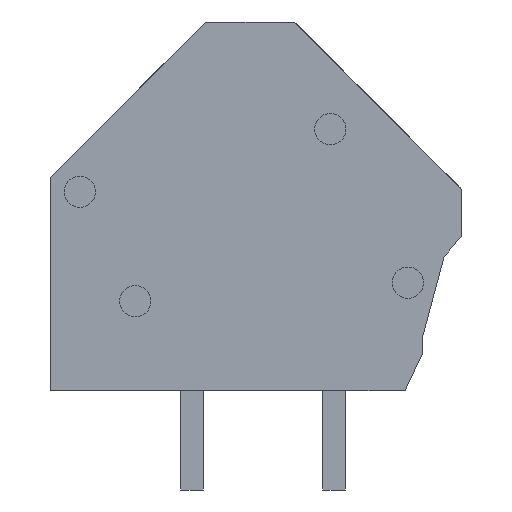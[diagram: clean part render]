
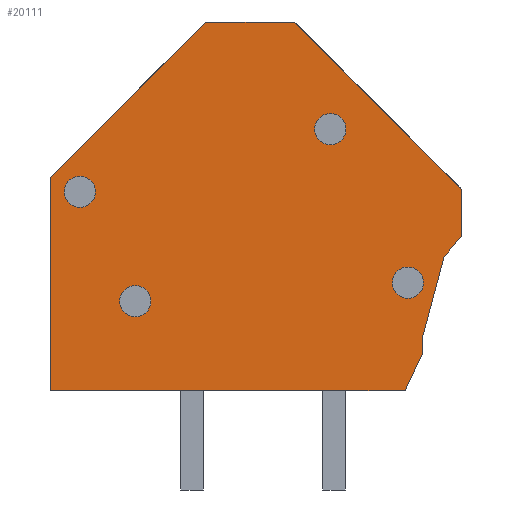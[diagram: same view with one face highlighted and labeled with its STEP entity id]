
A CAD part, left-side view. The second image highlights one B-rep face of the part: STEP entity #20111.
In plain terms, the highlighted planar face has unit normal (-1, 0, 0).
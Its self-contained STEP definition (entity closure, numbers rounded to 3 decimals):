
#20024=AXIS2_PLACEMENT_3D('Plane Axis2P3D',#20021,#20022,#20023) ;
#20041=AXIS2_PLACEMENT_3D('Circle Axis2P3D',#20039,#20040,$) ;
#20050=AXIS2_PLACEMENT_3D('Circle Axis2P3D',#20048,#20049,$) ;
#20059=AXIS2_PLACEMENT_3D('Circle Axis2P3D',#20057,#20058,$) ;
#20068=AXIS2_PLACEMENT_3D('Circle Axis2P3D',#20066,#20067,$) ;
#20077=AXIS2_PLACEMENT_3D('Circle Axis2P3D',#20075,#20076,$) ;
#20086=AXIS2_PLACEMENT_3D('Circle Axis2P3D',#20084,#20085,$) ;
#20095=AXIS2_PLACEMENT_3D('Circle Axis2P3D',#20093,#20094,$) ;
#20104=AXIS2_PLACEMENT_3D('Circle Axis2P3D',#20102,#20103,$) ;
#19696=CARTESIAN_POINT('Vertex',(0.7,2.,3.5)) ;
#19710=CARTESIAN_POINT('Vertex',(0.7,1.37,4.85)) ;
#19713=CARTESIAN_POINT('Line Origine',(0.7,1.685,4.175)) ;
#19741=CARTESIAN_POINT('Vertex',(0.7,1.37,5.45)) ;
#19744=CARTESIAN_POINT('Line Origine',(0.7,1.37,5.15)) ;
#19772=CARTESIAN_POINT('Vertex',(0.7,0.634,8.2)) ;
#19775=CARTESIAN_POINT('Line Origine',(0.7,1.002,6.825)) ;
#19803=CARTESIAN_POINT('Vertex',(0.7,0.,8.953)) ;
#19806=CARTESIAN_POINT('Line Origine',(0.7,0.317,8.577)) ;
#19834=CARTESIAN_POINT('Vertex',(0.7,0.,10.58)) ;
#19837=CARTESIAN_POINT('Line Origine',(0.7,0.,9.766)) ;
#19865=CARTESIAN_POINT('Vertex',(0.7,5.898,16.478)) ;
#19868=CARTESIAN_POINT('Line Origine',(0.7,2.949,13.529)) ;
#19896=CARTESIAN_POINT('Vertex',(0.7,9.022,16.478)) ;
#19899=CARTESIAN_POINT('Line Origine',(0.7,7.46,16.478)) ;
#19927=CARTESIAN_POINT('Vertex',(0.7,14.5,11.)) ;
#19930=CARTESIAN_POINT('Line Origine',(0.7,11.761,13.739)) ;
#19958=CARTESIAN_POINT('Vertex',(0.7,14.5,3.5)) ;
#19961=CARTESIAN_POINT('Line Origine',(0.7,14.5,7.25)) ;
#19989=CARTESIAN_POINT('Vertex',(0.7,12.7,3.5)) ;
#19992=CARTESIAN_POINT('Line Origine',(0.7,13.6,3.5)) ;
#20009=CARTESIAN_POINT('Line Origine',(0.7,7.35,3.5)) ;
#20021=CARTESIAN_POINT('Axis2P3D Location',(0.7,0.,0.)) ;
#20039=CARTESIAN_POINT('Axis2P3D Location',(0.7,13.45,10.5)) ;
#20043=CARTESIAN_POINT('Vertex',(0.7,12.9,10.5)) ;
#20045=CARTESIAN_POINT('Vertex',(0.7,14.,10.5)) ;
#20048=CARTESIAN_POINT('Axis2P3D Location',(0.7,13.45,10.5)) ;
#20057=CARTESIAN_POINT('Axis2P3D Location',(0.7,4.632,12.707)) ;
#20061=CARTESIAN_POINT('Vertex',(0.7,4.082,12.707)) ;
#20063=CARTESIAN_POINT('Vertex',(0.7,5.182,12.707)) ;
#20066=CARTESIAN_POINT('Axis2P3D Location',(0.7,4.632,12.707)) ;
#20075=CARTESIAN_POINT('Axis2P3D Location',(0.7,11.5,6.65)) ;
#20079=CARTESIAN_POINT('Vertex',(0.7,10.95,6.65)) ;
#20081=CARTESIAN_POINT('Vertex',(0.7,12.05,6.65)) ;
#20084=CARTESIAN_POINT('Axis2P3D Location',(0.7,11.5,6.65)) ;
#20093=CARTESIAN_POINT('Axis2P3D Location',(0.7,1.9,7.3)) ;
#20097=CARTESIAN_POINT('Vertex',(0.7,1.35,7.3)) ;
#20099=CARTESIAN_POINT('Vertex',(0.7,2.45,7.3)) ;
#20102=CARTESIAN_POINT('Axis2P3D Location',(0.7,1.9,7.3)) ;
#19714=DIRECTION('Vector Direction',(0.,-0.423,0.906)) ;
#19745=DIRECTION('Vector Direction',(0.,0.,1.)) ;
#19776=DIRECTION('Vector Direction',(0.,-0.259,0.966)) ;
#19807=DIRECTION('Vector Direction',(0.,-0.644,0.765)) ;
#19838=DIRECTION('Vector Direction',(0.,0.,-1.)) ;
#19869=DIRECTION('Vector Direction',(0.,0.707,0.707)) ;
#19900=DIRECTION('Vector Direction',(0.,-1.,0.)) ;
#19931=DIRECTION('Vector Direction',(0.,-0.707,0.707)) ;
#19962=DIRECTION('Vector Direction',(0.,0.,-1.)) ;
#19993=DIRECTION('Vector Direction',(0.,-1.,0.)) ;
#20010=DIRECTION('Vector Direction',(0.,-1.,0.)) ;
#20022=DIRECTION('Axis2P3D Direction',(-1.,0.,0.)) ;
#20023=DIRECTION('Axis2P3D XDirection',(0.,-1.,0.)) ;
#20040=DIRECTION('Axis2P3D Direction',(-1.,0.,0.)) ;
#20049=DIRECTION('Axis2P3D Direction',(-1.,0.,0.)) ;
#20058=DIRECTION('Axis2P3D Direction',(-1.,0.,0.)) ;
#20067=DIRECTION('Axis2P3D Direction',(-1.,0.,0.)) ;
#20076=DIRECTION('Axis2P3D Direction',(-1.,0.,0.)) ;
#20085=DIRECTION('Axis2P3D Direction',(-1.,0.,0.)) ;
#20094=DIRECTION('Axis2P3D Direction',(-1.,0.,0.)) ;
#20103=DIRECTION('Axis2P3D Direction',(-1.,0.,0.)) ;
#19715=VECTOR('Line Direction',#19714,1.) ;
#19746=VECTOR('Line Direction',#19745,1.) ;
#19777=VECTOR('Line Direction',#19776,1.) ;
#19808=VECTOR('Line Direction',#19807,1.) ;
#19839=VECTOR('Line Direction',#19838,1.) ;
#19870=VECTOR('Line Direction',#19869,1.) ;
#19901=VECTOR('Line Direction',#19900,1.) ;
#19932=VECTOR('Line Direction',#19931,1.) ;
#19963=VECTOR('Line Direction',#19962,1.) ;
#19994=VECTOR('Line Direction',#19993,1.) ;
#20011=VECTOR('Line Direction',#20010,1.) ;
#20027=ORIENTED_EDGE('',*,*,#19717,.T.) ;
#20028=ORIENTED_EDGE('',*,*,#19748,.T.) ;
#20029=ORIENTED_EDGE('',*,*,#19779,.T.) ;
#20030=ORIENTED_EDGE('',*,*,#19810,.T.) ;
#20031=ORIENTED_EDGE('',*,*,#19841,.T.) ;
#20032=ORIENTED_EDGE('',*,*,#19872,.T.) ;
#20033=ORIENTED_EDGE('',*,*,#19903,.T.) ;
#20034=ORIENTED_EDGE('',*,*,#19934,.T.) ;
#20035=ORIENTED_EDGE('',*,*,#19965,.T.) ;
#20036=ORIENTED_EDGE('',*,*,#19996,.T.) ;
#20037=ORIENTED_EDGE('',*,*,#20013,.T.) ;
#20054=ORIENTED_EDGE('',*,*,#20047,.F.) ;
#20055=ORIENTED_EDGE('',*,*,#20052,.F.) ;
#20072=ORIENTED_EDGE('',*,*,#20065,.F.) ;
#20073=ORIENTED_EDGE('',*,*,#20070,.F.) ;
#20090=ORIENTED_EDGE('',*,*,#20083,.F.) ;
#20091=ORIENTED_EDGE('',*,*,#20088,.F.) ;
#20108=ORIENTED_EDGE('',*,*,#20101,.F.) ;
#20109=ORIENTED_EDGE('',*,*,#20106,.F.) ;
#20056=FACE_BOUND('',#20053,.T.) ;
#20074=FACE_BOUND('',#20071,.T.) ;
#20092=FACE_BOUND('',#20089,.T.) ;
#20110=FACE_BOUND('',#20107,.T.) ;
#20111=ADVANCED_FACE('End plate_LMZF_1\\Hauptkoerper',(#20038,#20056,#20074,#20092,#20110),#20025,.T.) ;
#20042=CIRCLE('generated circle',#20041,0.55) ;
#20051=CIRCLE('generated circle',#20050,0.55) ;
#20060=CIRCLE('generated circle',#20059,0.55) ;
#20069=CIRCLE('generated circle',#20068,0.55) ;
#20078=CIRCLE('generated circle',#20077,0.55) ;
#20087=CIRCLE('generated circle',#20086,0.55) ;
#20096=CIRCLE('generated circle',#20095,0.55) ;
#20105=CIRCLE('generated circle',#20104,0.55) ;
#19717=EDGE_CURVE('',#19697,#19711,#19716,.T.) ;
#19748=EDGE_CURVE('',#19711,#19742,#19747,.T.) ;
#19779=EDGE_CURVE('',#19742,#19773,#19778,.T.) ;
#19810=EDGE_CURVE('',#19773,#19804,#19809,.T.) ;
#19841=EDGE_CURVE('',#19804,#19835,#19840,.F.) ;
#19872=EDGE_CURVE('',#19835,#19866,#19871,.T.) ;
#19903=EDGE_CURVE('',#19866,#19897,#19902,.F.) ;
#19934=EDGE_CURVE('',#19897,#19928,#19933,.F.) ;
#19965=EDGE_CURVE('',#19928,#19959,#19964,.T.) ;
#19996=EDGE_CURVE('',#19959,#19990,#19995,.T.) ;
#20013=EDGE_CURVE('',#19990,#19697,#20012,.T.) ;
#20047=EDGE_CURVE('',#20044,#20046,#20042,.T.) ;
#20052=EDGE_CURVE('',#20046,#20044,#20051,.T.) ;
#20065=EDGE_CURVE('',#20062,#20064,#20060,.T.) ;
#20070=EDGE_CURVE('',#20064,#20062,#20069,.T.) ;
#20083=EDGE_CURVE('',#20080,#20082,#20078,.T.) ;
#20088=EDGE_CURVE('',#20082,#20080,#20087,.T.) ;
#20101=EDGE_CURVE('',#20098,#20100,#20096,.T.) ;
#20106=EDGE_CURVE('',#20100,#20098,#20105,.T.) ;
#20026=EDGE_LOOP('',(#20027,#20028,#20029,#20030,#20031,#20032,#20033,#20034,#20035,#20036,#20037)) ;
#20053=EDGE_LOOP('',(#20054,#20055)) ;
#20071=EDGE_LOOP('',(#20072,#20073)) ;
#20089=EDGE_LOOP('',(#20090,#20091)) ;
#20107=EDGE_LOOP('',(#20108,#20109)) ;
#20038=FACE_OUTER_BOUND('',#20026,.T.) ;
#19716=LINE('Line',#19713,#19715) ;
#19747=LINE('Line',#19744,#19746) ;
#19778=LINE('Line',#19775,#19777) ;
#19809=LINE('Line',#19806,#19808) ;
#19840=LINE('Line',#19837,#19839) ;
#19871=LINE('Line',#19868,#19870) ;
#19902=LINE('Line',#19899,#19901) ;
#19933=LINE('Line',#19930,#19932) ;
#19964=LINE('Line',#19961,#19963) ;
#19995=LINE('Line',#19992,#19994) ;
#20012=LINE('Line',#20009,#20011) ;
#20025=PLANE('',#20024) ;
#19697=VERTEX_POINT('',#19696) ;
#19711=VERTEX_POINT('',#19710) ;
#19742=VERTEX_POINT('',#19741) ;
#19773=VERTEX_POINT('',#19772) ;
#19804=VERTEX_POINT('',#19803) ;
#19835=VERTEX_POINT('',#19834) ;
#19866=VERTEX_POINT('',#19865) ;
#19897=VERTEX_POINT('',#19896) ;
#19928=VERTEX_POINT('',#19927) ;
#19959=VERTEX_POINT('',#19958) ;
#19990=VERTEX_POINT('',#19989) ;
#20044=VERTEX_POINT('',#20043) ;
#20046=VERTEX_POINT('',#20045) ;
#20062=VERTEX_POINT('',#20061) ;
#20064=VERTEX_POINT('',#20063) ;
#20080=VERTEX_POINT('',#20079) ;
#20082=VERTEX_POINT('',#20081) ;
#20098=VERTEX_POINT('',#20097) ;
#20100=VERTEX_POINT('',#20099) ;
